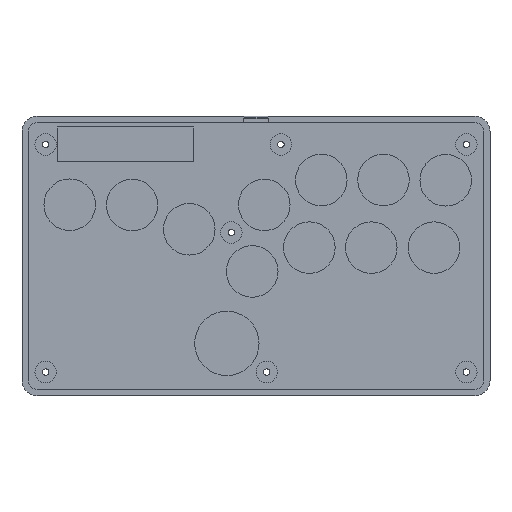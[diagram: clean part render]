
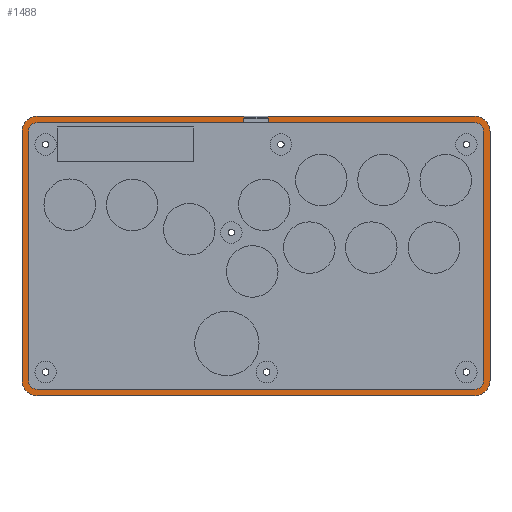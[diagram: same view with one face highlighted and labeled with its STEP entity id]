
A CAD part, top view. The second image highlights one B-rep face of the part: STEP entity #1488.
In plain terms, the highlighted planar face has unit normal (0, 0, 1).
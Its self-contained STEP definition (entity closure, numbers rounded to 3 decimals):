
#105=CIRCLE('',#1592,7.);
#106=CIRCLE('',#1593,7.);
#107=CIRCLE('',#1594,7.);
#108=CIRCLE('',#1595,7.);
#109=CIRCLE('',#1596,4.);
#110=CIRCLE('',#1597,4.);
#111=CIRCLE('',#1598,4.);
#112=CIRCLE('',#1599,4.);
#200=FACE_OUTER_BOUND('',#301,.T.);
#301=EDGE_LOOP('',(#1040,#1041,#1042,#1043,#1044,#1045,#1046,#1047,#1048,
#1049,#1050,#1051,#1052,#1053,#1054,#1055,#1056,#1057,#1058,#1059,#1060,
#1061,#1062,#1063,#1064,#1065));
#436=LINE('',#2286,#555);
#440=LINE('',#2295,#559);
#445=LINE('',#2304,#564);
#449=LINE('',#2311,#568);
#450=LINE('',#2315,#569);
#454=LINE('',#2325,#573);
#455=LINE('',#2329,#574);
#456=LINE('',#2333,#575);
#457=LINE('',#2336,#576);
#458=LINE('',#2338,#577);
#459=LINE('',#2340,#578);
#460=LINE('',#2342,#579);
#461=LINE('',#2347,#580);
#462=LINE('',#2351,#581);
#463=LINE('',#2355,#582);
#464=LINE('',#2357,#583);
#465=LINE('',#2359,#584);
#466=LINE('',#2360,#585);
#555=VECTOR('',#1782,10.);
#559=VECTOR('',#1788,10.);
#564=VECTOR('',#1797,10.);
#568=VECTOR('',#1801,10.);
#569=VECTOR('',#1804,10.);
#573=VECTOR('',#1812,10.);
#574=VECTOR('',#1815,10.);
#575=VECTOR('',#1818,10.);
#576=VECTOR('',#1821,10.);
#577=VECTOR('',#1822,10.);
#578=VECTOR('',#1823,10.);
#579=VECTOR('',#1824,10.);
#580=VECTOR('',#1829,10.);
#581=VECTOR('',#1832,10.);
#582=VECTOR('',#1835,10.);
#583=VECTOR('',#1836,10.);
#584=VECTOR('',#1837,10.);
#585=VECTOR('',#1838,10.);
#674=VERTEX_POINT('',#2283);
#675=VERTEX_POINT('',#2285);
#678=VERTEX_POINT('',#2292);
#679=VERTEX_POINT('',#2294);
#681=VERTEX_POINT('',#2303);
#684=VERTEX_POINT('',#2309);
#685=VERTEX_POINT('',#2313);
#686=VERTEX_POINT('',#2314);
#689=VERTEX_POINT('',#2322);
#690=VERTEX_POINT('',#2324);
#691=VERTEX_POINT('',#2326);
#692=VERTEX_POINT('',#2328);
#693=VERTEX_POINT('',#2330);
#694=VERTEX_POINT('',#2332);
#695=VERTEX_POINT('',#2335);
#696=VERTEX_POINT('',#2337);
#697=VERTEX_POINT('',#2339);
#698=VERTEX_POINT('',#2341);
#699=VERTEX_POINT('',#2344);
#700=VERTEX_POINT('',#2346);
#701=VERTEX_POINT('',#2348);
#702=VERTEX_POINT('',#2350);
#703=VERTEX_POINT('',#2352);
#704=VERTEX_POINT('',#2354);
#705=VERTEX_POINT('',#2356);
#706=VERTEX_POINT('',#2358);
#808=EDGE_CURVE('',#674,#675,#436,.T.);
#812=EDGE_CURVE('',#678,#679,#440,.T.);
#817=EDGE_CURVE('',#679,#681,#445,.T.);
#821=EDGE_CURVE('',#684,#674,#449,.T.);
#822=EDGE_CURVE('',#685,#686,#450,.T.);
#826=EDGE_CURVE('',#689,#684,#105,.T.);
#827=EDGE_CURVE('',#689,#690,#454,.T.);
#828=EDGE_CURVE('',#691,#690,#106,.T.);
#829=EDGE_CURVE('',#692,#691,#455,.T.);
#830=EDGE_CURVE('',#693,#692,#107,.T.);
#831=EDGE_CURVE('',#694,#693,#456,.T.);
#832=EDGE_CURVE('',#681,#694,#108,.T.);
#833=EDGE_CURVE('',#678,#695,#457,.T.);
#834=EDGE_CURVE('',#695,#696,#458,.T.);
#835=EDGE_CURVE('',#696,#697,#459,.T.);
#836=EDGE_CURVE('',#698,#697,#460,.T.);
#837=EDGE_CURVE('',#685,#698,#109,.T.);
#838=EDGE_CURVE('',#699,#686,#110,.T.);
#839=EDGE_CURVE('',#700,#699,#461,.T.);
#840=EDGE_CURVE('',#701,#700,#111,.T.);
#841=EDGE_CURVE('',#702,#701,#462,.F.);
#842=EDGE_CURVE('',#703,#702,#112,.T.);
#843=EDGE_CURVE('',#704,#703,#463,.T.);
#844=EDGE_CURVE('',#704,#705,#464,.T.);
#845=EDGE_CURVE('',#705,#706,#465,.T.);
#846=EDGE_CURVE('',#706,#675,#466,.T.);
#1040=ORIENTED_EDGE('',*,*,#808,.F.);
#1041=ORIENTED_EDGE('',*,*,#821,.F.);
#1042=ORIENTED_EDGE('',*,*,#826,.F.);
#1043=ORIENTED_EDGE('',*,*,#827,.T.);
#1044=ORIENTED_EDGE('',*,*,#828,.F.);
#1045=ORIENTED_EDGE('',*,*,#829,.F.);
#1046=ORIENTED_EDGE('',*,*,#830,.F.);
#1047=ORIENTED_EDGE('',*,*,#831,.F.);
#1048=ORIENTED_EDGE('',*,*,#832,.F.);
#1049=ORIENTED_EDGE('',*,*,#817,.F.);
#1050=ORIENTED_EDGE('',*,*,#812,.F.);
#1051=ORIENTED_EDGE('',*,*,#833,.T.);
#1052=ORIENTED_EDGE('',*,*,#834,.T.);
#1053=ORIENTED_EDGE('',*,*,#835,.T.);
#1054=ORIENTED_EDGE('',*,*,#836,.F.);
#1055=ORIENTED_EDGE('',*,*,#837,.F.);
#1056=ORIENTED_EDGE('',*,*,#822,.T.);
#1057=ORIENTED_EDGE('',*,*,#838,.F.);
#1058=ORIENTED_EDGE('',*,*,#839,.F.);
#1059=ORIENTED_EDGE('',*,*,#840,.F.);
#1060=ORIENTED_EDGE('',*,*,#841,.F.);
#1061=ORIENTED_EDGE('',*,*,#842,.F.);
#1062=ORIENTED_EDGE('',*,*,#843,.F.);
#1063=ORIENTED_EDGE('',*,*,#844,.T.);
#1064=ORIENTED_EDGE('',*,*,#845,.T.);
#1065=ORIENTED_EDGE('',*,*,#846,.T.);
#1439=PLANE('',#1591);
#1488=ADVANCED_FACE('',(#200),#1439,.F.);
#1591=AXIS2_PLACEMENT_3D('',#2321,#1808,#1809);
#1592=AXIS2_PLACEMENT_3D('',#2323,#1810,#1811);
#1593=AXIS2_PLACEMENT_3D('',#2327,#1813,#1814);
#1594=AXIS2_PLACEMENT_3D('',#2331,#1816,#1817);
#1595=AXIS2_PLACEMENT_3D('',#2334,#1819,#1820);
#1596=AXIS2_PLACEMENT_3D('',#2343,#1825,#1826);
#1597=AXIS2_PLACEMENT_3D('',#2345,#1827,#1828);
#1598=AXIS2_PLACEMENT_3D('',#2349,#1830,#1831);
#1599=AXIS2_PLACEMENT_3D('',#2353,#1833,#1834);
#1782=DIRECTION('',(0.949,-0.316,0.));
#1788=DIRECTION('',(0.949,0.316,0.));
#1797=DIRECTION('',(1.,0.,0.));
#1801=DIRECTION('',(1.,0.,0.));
#1804=DIRECTION('',(0.,-1.,0.));
#1808=DIRECTION('center_axis',(0.,0.,-1.));
#1809=DIRECTION('ref_axis',(-1.,0.,0.));
#1810=DIRECTION('center_axis',(0.,0.,-1.));
#1811=DIRECTION('ref_axis',(0.,1.,0.));
#1812=DIRECTION('',(0.,-1.,0.));
#1813=DIRECTION('center_axis',(0.,0.,-1.));
#1814=DIRECTION('ref_axis',(-1.,0.,0.));
#1815=DIRECTION('',(-1.,0.,0.));
#1816=DIRECTION('center_axis',(0.,0.,-1.));
#1817=DIRECTION('ref_axis',(0.,-1.,0.));
#1818=DIRECTION('',(0.,-1.,0.));
#1819=DIRECTION('center_axis',(0.,0.,-1.));
#1820=DIRECTION('ref_axis',(1.,0.,0.));
#1821=DIRECTION('',(0.,-1.,0.));
#1822=DIRECTION('',(1.,0.,0.));
#1823=DIRECTION('',(0.,-1.,0.));
#1824=DIRECTION('',(-1.,0.,0.));
#1825=DIRECTION('center_axis',(0.,0.,1.));
#1826=DIRECTION('ref_axis',(1.,0.,0.));
#1827=DIRECTION('center_axis',(0.,0.,1.));
#1828=DIRECTION('ref_axis',(0.,-1.,0.));
#1829=DIRECTION('',(1.,0.,0.));
#1830=DIRECTION('center_axis',(0.,0.,1.));
#1831=DIRECTION('ref_axis',(-0.707,-0.707,0.));
#1832=DIRECTION('',(0.,1.,0.));
#1833=DIRECTION('center_axis',(0.,0.,1.));
#1834=DIRECTION('ref_axis',(-0.707,0.707,0.));
#1835=DIRECTION('',(-1.,0.,0.));
#1836=DIRECTION('',(0.,1.,0.));
#1837=DIRECTION('',(1.,0.,0.));
#1838=DIRECTION('',(0.,1.,0.));
#2283=CARTESIAN_POINT('',(-6.39,63.85,3.6));
#2285=CARTESIAN_POINT('',(-4.89,63.35,3.6));
#2286=CARTESIAN_POINT('',(6.618,59.514,3.6));
#2292=CARTESIAN_POINT('',(4.85,63.35,3.6));
#2294=CARTESIAN_POINT('',(6.35,63.85,3.6));
#2295=CARTESIAN_POINT('',(-6.64,59.52,3.6));
#2303=CARTESIAN_POINT('',(102.,63.85,3.6));
#2304=CARTESIAN_POINT('',(2.425,63.85,3.6));
#2309=CARTESIAN_POINT('',(-102.,63.85,3.6));
#2311=CARTESIAN_POINT('',(2.425,63.85,3.6));
#2313=CARTESIAN_POINT('',(106.,56.85,3.6));
#2314=CARTESIAN_POINT('',(106.,-59.25,3.6));
#2315=CARTESIAN_POINT('',(106.,56.85,3.6));
#2321=CARTESIAN_POINT('Origin',(0.,-1.2,3.6));
#2322=CARTESIAN_POINT('',(-109.,56.85,3.6));
#2323=CARTESIAN_POINT('Origin',(-102.,56.85,3.6));
#2324=CARTESIAN_POINT('',(-109.,-59.25,3.6));
#2325=CARTESIAN_POINT('',(-109.,56.85,3.6));
#2326=CARTESIAN_POINT('',(-102.,-66.25,3.6));
#2327=CARTESIAN_POINT('Origin',(-102.,-59.25,3.6));
#2328=CARTESIAN_POINT('',(102.,-66.25,3.6));
#2329=CARTESIAN_POINT('',(51.,-66.25,3.6));
#2330=CARTESIAN_POINT('',(109.,-59.25,3.6));
#2331=CARTESIAN_POINT('Origin',(102.,-59.25,3.6));
#2332=CARTESIAN_POINT('',(109.,56.85,3.6));
#2333=CARTESIAN_POINT('',(109.,56.85,3.6));
#2334=CARTESIAN_POINT('Origin',(102.,56.85,3.6));
#2335=CARTESIAN_POINT('',(4.85,62.85,3.6));
#2336=CARTESIAN_POINT('',(4.85,63.6,3.6));
#2337=CARTESIAN_POINT('',(5.85,62.85,3.6));
#2338=CARTESIAN_POINT('',(4.85,62.85,3.6));
#2339=CARTESIAN_POINT('',(5.85,60.85,3.6));
#2340=CARTESIAN_POINT('',(5.85,29.825,3.6));
#2341=CARTESIAN_POINT('',(102.,60.85,3.6));
#2342=CARTESIAN_POINT('',(51.,60.85,3.6));
#2343=CARTESIAN_POINT('Origin',(102.,56.85,3.6));
#2344=CARTESIAN_POINT('',(102.,-63.25,3.6));
#2345=CARTESIAN_POINT('Origin',(102.,-59.25,3.6));
#2346=CARTESIAN_POINT('',(-102.,-63.25,3.6));
#2347=CARTESIAN_POINT('',(-51.,-63.25,3.6));
#2348=CARTESIAN_POINT('',(-106.,-59.25,3.6));
#2349=CARTESIAN_POINT('Origin',(-102.,-59.25,3.6));
#2350=CARTESIAN_POINT('',(-106.,56.85,3.6));
#2351=CARTESIAN_POINT('',(-106.,27.825,3.6));
#2352=CARTESIAN_POINT('',(-102.,60.85,3.6));
#2353=CARTESIAN_POINT('Origin',(-102.,56.85,3.6));
#2354=CARTESIAN_POINT('',(-5.89,60.85,3.6));
#2355=CARTESIAN_POINT('',(51.,60.85,3.6));
#2356=CARTESIAN_POINT('',(-5.89,62.85,3.6));
#2357=CARTESIAN_POINT('',(-5.89,31.325,3.6));
#2358=CARTESIAN_POINT('',(-4.89,62.85,3.6));
#2359=CARTESIAN_POINT('',(-4.89,62.85,3.6));
#2360=CARTESIAN_POINT('',(-4.89,63.1,3.6));
